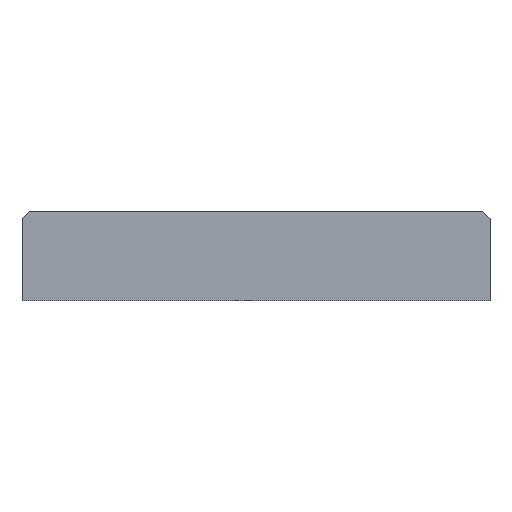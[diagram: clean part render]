
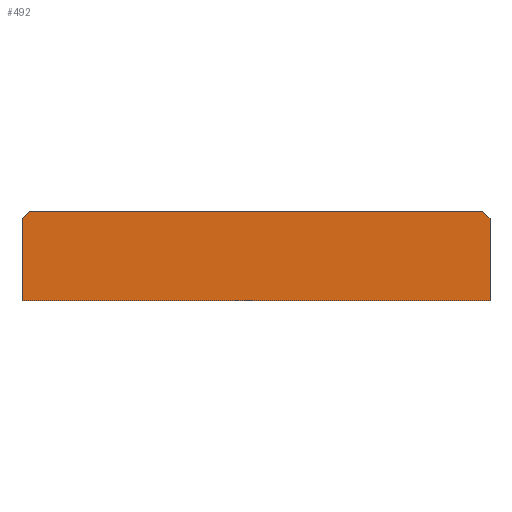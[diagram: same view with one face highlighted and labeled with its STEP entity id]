
A CAD part, top view. The second image highlights one B-rep face of the part: STEP entity #492.
In plain terms, the highlighted planar face has unit normal (0, 0, 1).
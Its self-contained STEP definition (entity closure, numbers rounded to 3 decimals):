
#44 = PLANE('',#45);
#45 = AXIS2_PLACEMENT_3D('',#46,#47,#48);
#46 = CARTESIAN_POINT('',(-92.5,11.5,0.));
#47 = DIRECTION('',(-0.707,0.707,0.));
#48 = DIRECTION('',(0.707,0.707,0.));
#72 = PLANE('',#73);
#73 = AXIS2_PLACEMENT_3D('',#74,#75,#76);
#74 = CARTESIAN_POINT('',(-94.,13.,-2.));
#75 = DIRECTION('',(-1.,0.,0.));
#76 = DIRECTION('',(0.,-1.,0.));
#100 = PLANE('',#101);
#101 = AXIS2_PLACEMENT_3D('',#102,#103,#104);
#102 = CARTESIAN_POINT('',(-94.,-23.,-2.));
#103 = DIRECTION('',(0.,-1.,0.));
#104 = DIRECTION('',(1.,0.,0.));
#128 = PLANE('',#129);
#129 = AXIS2_PLACEMENT_3D('',#130,#131,#132);
#130 = CARTESIAN_POINT('',(94.,-23.,-2.));
#131 = DIRECTION('',(1.,0.,0.));
#132 = DIRECTION('',(0.,1.,0.));
#156 = PLANE('',#157);
#157 = AXIS2_PLACEMENT_3D('',#158,#159,#160);
#158 = CARTESIAN_POINT('',(92.5,11.5,0.));
#159 = DIRECTION('',(0.707,0.707,0.));
#160 = DIRECTION('',(0.707,-0.707,0.)
  );
#182 = PLANE('',#183);
#183 = AXIS2_PLACEMENT_3D('',#184,#185,#186);
#184 = CARTESIAN_POINT('',(94.,13.,-2.));
#185 = DIRECTION('',(0.,1.,0.));
#186 = DIRECTION('',(-1.,0.,0.));
#199 = VERTEX_POINT('',#200);
#200 = CARTESIAN_POINT('',(-91.,13.,2.));
#221 = EDGE_CURVE('',#222,#199,#224,.T.);
#222 = VERTEX_POINT('',#223);
#223 = CARTESIAN_POINT('',(-94.,10.,2.));
#224 = SURFACE_CURVE('',#225,(#229,#236),.PCURVE_S1.);
#225 = LINE('',#226,#227);
#226 = CARTESIAN_POINT('',(-94.,10.,2.));
#227 = VECTOR('',#228,1.);
#228 = DIRECTION('',(0.707,0.707,0.));
#229 = PCURVE('',#44,#230);
#230 = DEFINITIONAL_REPRESENTATION('',(#231),#235);
#231 = LINE('',#232,#233);
#232 = CARTESIAN_POINT('',(-2.121,-2.));
#233 = VECTOR('',#234,1.);
#234 = DIRECTION('',(1.,0.));
#235 = ( GEOMETRIC_REPRESENTATION_CONTEXT(2) 
PARAMETRIC_REPRESENTATION_CONTEXT() REPRESENTATION_CONTEXT('2D SPACE',''
  ) );
#236 = PCURVE('',#237,#242);
#237 = PLANE('',#238);
#238 = AXIS2_PLACEMENT_3D('',#239,#240,#241);
#239 = CARTESIAN_POINT('',(0.,-5.,2.));
#240 = DIRECTION('',(0.,0.,1.));
#241 = DIRECTION('',(1.,0.,0.));
#242 = DEFINITIONAL_REPRESENTATION('',(#243),#247);
#243 = LINE('',#244,#245);
#244 = CARTESIAN_POINT('',(-94.,15.));
#245 = VECTOR('',#246,1.);
#246 = DIRECTION('',(0.707,0.707));
#247 = ( GEOMETRIC_REPRESENTATION_CONTEXT(2) 
PARAMETRIC_REPRESENTATION_CONTEXT() REPRESENTATION_CONTEXT('2D SPACE',''
  ) );
#276 = VERTEX_POINT('',#277);
#277 = CARTESIAN_POINT('',(91.,13.,2.));
#298 = EDGE_CURVE('',#199,#276,#299,.T.);
#299 = SURFACE_CURVE('',#300,(#304,#311),.PCURVE_S1.);
#300 = LINE('',#301,#302);
#301 = CARTESIAN_POINT('',(-91.,13.,2.));
#302 = VECTOR('',#303,1.);
#303 = DIRECTION('',(1.,0.,0.));
#304 = PCURVE('',#182,#305);
#305 = DEFINITIONAL_REPRESENTATION('',(#306),#310);
#306 = LINE('',#307,#308);
#307 = CARTESIAN_POINT('',(185.,4.));
#308 = VECTOR('',#309,1.);
#309 = DIRECTION('',(-1.,0.));
#310 = ( GEOMETRIC_REPRESENTATION_CONTEXT(2) 
PARAMETRIC_REPRESENTATION_CONTEXT() REPRESENTATION_CONTEXT('2D SPACE',''
  ) );
#311 = PCURVE('',#237,#312);
#312 = DEFINITIONAL_REPRESENTATION('',(#313),#317);
#313 = LINE('',#314,#315);
#314 = CARTESIAN_POINT('',(-91.,18.));
#315 = VECTOR('',#316,1.);
#316 = DIRECTION('',(1.,0.));
#317 = ( GEOMETRIC_REPRESENTATION_CONTEXT(2) 
PARAMETRIC_REPRESENTATION_CONTEXT() REPRESENTATION_CONTEXT('2D SPACE',''
  ) );
#324 = VERTEX_POINT('',#325);
#325 = CARTESIAN_POINT('',(94.,10.,2.));
#346 = EDGE_CURVE('',#276,#324,#347,.T.);
#347 = SURFACE_CURVE('',#348,(#352,#359),.PCURVE_S1.);
#348 = LINE('',#349,#350);
#349 = CARTESIAN_POINT('',(91.,13.,2.));
#350 = VECTOR('',#351,1.);
#351 = DIRECTION('',(0.707,-0.707,0.)
  );
#352 = PCURVE('',#156,#353);
#353 = DEFINITIONAL_REPRESENTATION('',(#354),#358);
#354 = LINE('',#355,#356);
#355 = CARTESIAN_POINT('',(-2.121,-2.));
#356 = VECTOR('',#357,1.);
#357 = DIRECTION('',(1.,0.));
#358 = ( GEOMETRIC_REPRESENTATION_CONTEXT(2) 
PARAMETRIC_REPRESENTATION_CONTEXT() REPRESENTATION_CONTEXT('2D SPACE',''
  ) );
#359 = PCURVE('',#237,#360);
#360 = DEFINITIONAL_REPRESENTATION('',(#361),#365);
#361 = LINE('',#362,#363);
#362 = CARTESIAN_POINT('',(91.,18.));
#363 = VECTOR('',#364,1.);
#364 = DIRECTION('',(0.707,-0.707));
#365 = ( GEOMETRIC_REPRESENTATION_CONTEXT(2) 
PARAMETRIC_REPRESENTATION_CONTEXT() REPRESENTATION_CONTEXT('2D SPACE',''
  ) );
#374 = VERTEX_POINT('',#375);
#375 = CARTESIAN_POINT('',(94.,-23.,2.));
#396 = EDGE_CURVE('',#324,#374,#397,.T.);
#397 = SURFACE_CURVE('',#398,(#402,#409),.PCURVE_S1.);
#398 = LINE('',#399,#400);
#399 = CARTESIAN_POINT('',(94.,10.,2.));
#400 = VECTOR('',#401,1.);
#401 = DIRECTION('',(0.,-1.,0.));
#402 = PCURVE('',#128,#403);
#403 = DEFINITIONAL_REPRESENTATION('',(#404),#408);
#404 = LINE('',#405,#406);
#405 = CARTESIAN_POINT('',(33.,4.));
#406 = VECTOR('',#407,1.);
#407 = DIRECTION('',(-1.,0.));
#408 = ( GEOMETRIC_REPRESENTATION_CONTEXT(2) 
PARAMETRIC_REPRESENTATION_CONTEXT() REPRESENTATION_CONTEXT('2D SPACE',''
  ) );
#409 = PCURVE('',#237,#410);
#410 = DEFINITIONAL_REPRESENTATION('',(#411),#415);
#411 = LINE('',#412,#413);
#412 = CARTESIAN_POINT('',(94.,15.));
#413 = VECTOR('',#414,1.);
#414 = DIRECTION('',(0.,-1.));
#415 = ( GEOMETRIC_REPRESENTATION_CONTEXT(2) 
PARAMETRIC_REPRESENTATION_CONTEXT() REPRESENTATION_CONTEXT('2D SPACE',''
  ) );
#422 = VERTEX_POINT('',#423);
#423 = CARTESIAN_POINT('',(-94.,-23.,2.));
#444 = EDGE_CURVE('',#374,#422,#445,.T.);
#445 = SURFACE_CURVE('',#446,(#450,#457),.PCURVE_S1.);
#446 = LINE('',#447,#448);
#447 = CARTESIAN_POINT('',(94.,-23.,2.));
#448 = VECTOR('',#449,1.);
#449 = DIRECTION('',(-1.,0.,0.));
#450 = PCURVE('',#100,#451);
#451 = DEFINITIONAL_REPRESENTATION('',(#452),#456);
#452 = LINE('',#453,#454);
#453 = CARTESIAN_POINT('',(188.,4.));
#454 = VECTOR('',#455,1.);
#455 = DIRECTION('',(-1.,0.));
#456 = ( GEOMETRIC_REPRESENTATION_CONTEXT(2) 
PARAMETRIC_REPRESENTATION_CONTEXT() REPRESENTATION_CONTEXT('2D SPACE',''
  ) );
#457 = PCURVE('',#237,#458);
#458 = DEFINITIONAL_REPRESENTATION('',(#459),#463);
#459 = LINE('',#460,#461);
#460 = CARTESIAN_POINT('',(94.,-18.));
#461 = VECTOR('',#462,1.);
#462 = DIRECTION('',(-1.,0.));
#463 = ( GEOMETRIC_REPRESENTATION_CONTEXT(2) 
PARAMETRIC_REPRESENTATION_CONTEXT() REPRESENTATION_CONTEXT('2D SPACE',''
  ) );
#470 = EDGE_CURVE('',#422,#222,#471,.T.);
#471 = SURFACE_CURVE('',#472,(#476,#483),.PCURVE_S1.);
#472 = LINE('',#473,#474);
#473 = CARTESIAN_POINT('',(-94.,-23.,2.));
#474 = VECTOR('',#475,1.);
#475 = DIRECTION('',(0.,1.,0.));
#476 = PCURVE('',#72,#477);
#477 = DEFINITIONAL_REPRESENTATION('',(#478),#482);
#478 = LINE('',#479,#480);
#479 = CARTESIAN_POINT('',(36.,4.));
#480 = VECTOR('',#481,1.);
#481 = DIRECTION('',(-1.,0.));
#482 = ( GEOMETRIC_REPRESENTATION_CONTEXT(2) 
PARAMETRIC_REPRESENTATION_CONTEXT() REPRESENTATION_CONTEXT('2D SPACE',''
  ) );
#483 = PCURVE('',#237,#484);
#484 = DEFINITIONAL_REPRESENTATION('',(#485),#489);
#485 = LINE('',#486,#487);
#486 = CARTESIAN_POINT('',(-94.,-18.));
#487 = VECTOR('',#488,1.);
#488 = DIRECTION('',(0.,1.));
#489 = ( GEOMETRIC_REPRESENTATION_CONTEXT(2) 
PARAMETRIC_REPRESENTATION_CONTEXT() REPRESENTATION_CONTEXT('2D SPACE',''
  ) );
#492 = ADVANCED_FACE('',(#493),#237,.T.);
#493 = FACE_BOUND('',#494,.F.);
#494 = EDGE_LOOP('',(#495,#496,#497,#498,#499,#500));
#495 = ORIENTED_EDGE('',*,*,#221,.T.);
#496 = ORIENTED_EDGE('',*,*,#298,.T.);
#497 = ORIENTED_EDGE('',*,*,#346,.T.);
#498 = ORIENTED_EDGE('',*,*,#396,.T.);
#499 = ORIENTED_EDGE('',*,*,#444,.T.);
#500 = ORIENTED_EDGE('',*,*,#470,.T.);
